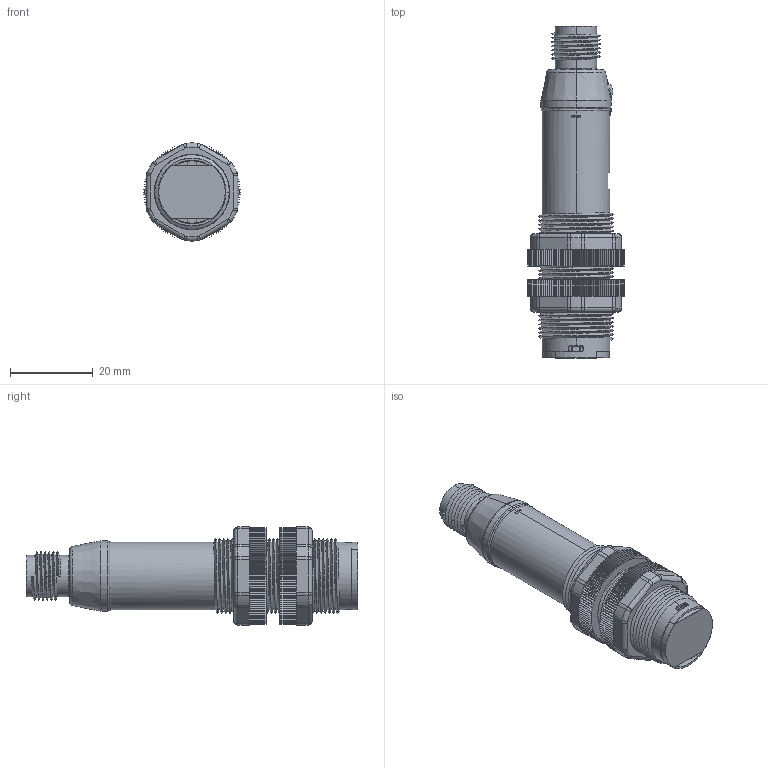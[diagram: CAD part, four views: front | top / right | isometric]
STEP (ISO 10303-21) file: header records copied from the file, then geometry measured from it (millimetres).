
FILE_DESCRIPTION((''),'2;1');
FILE_NAME('SOKET_ASM','2013-01-25T',('DESSEN.CHEN'),(''),'PRO/ENGINEER BY PARAMETRIC TECHNOLOGY CORPORATION, 2010280','PRO/ENGINEER BY PARAMETRIC TECHNOLOGY CORPORATION, 2010280','');
FILE_SCHEMA(('CONFIG_CONTROL_DESIGN'));
Length unit declared in the file: millimetre
Products named in the file (8): M18-LENS-DOUBLE; M18-PHOTO-D-TYPE; SHELL; PCB-THRU-BEAM; M18; SOKET; SCREW2; SOKET_ASM
Assembly tree (8 placements, depth 2):
  SOKET_ASM
    M18-LENS-DOUBLE
    M18-PHOTO-D-TYPE
    SHELL
    PCB-THRU-BEAM
    M18
    SOKET
    SCREW2  x2
Bounding box: 23.3 x 80.15 x 23.68 mm (x, y, z)
Volume: 8627.7 mm3; surface area: 30851.3 mm2
Topology: 8 solids, 29 shells, 1867 faces, 5339 edges, 3523 vertices
Faces by surface type: plane 1193, cylinder 511, bspline 65, torus 38, cone 29, sphere 22, extrusion 9
Entity records: 55830 total; most frequent: CARTESIAN_POINT 19831, ORIENTED_EDGE 7596, DIRECTION 7306, EDGE_CURVE 3906, VERTEX_POINT 2618, AXIS2_PLACEMENT_3D 2436, VECTOR 2434, LINE 2425
